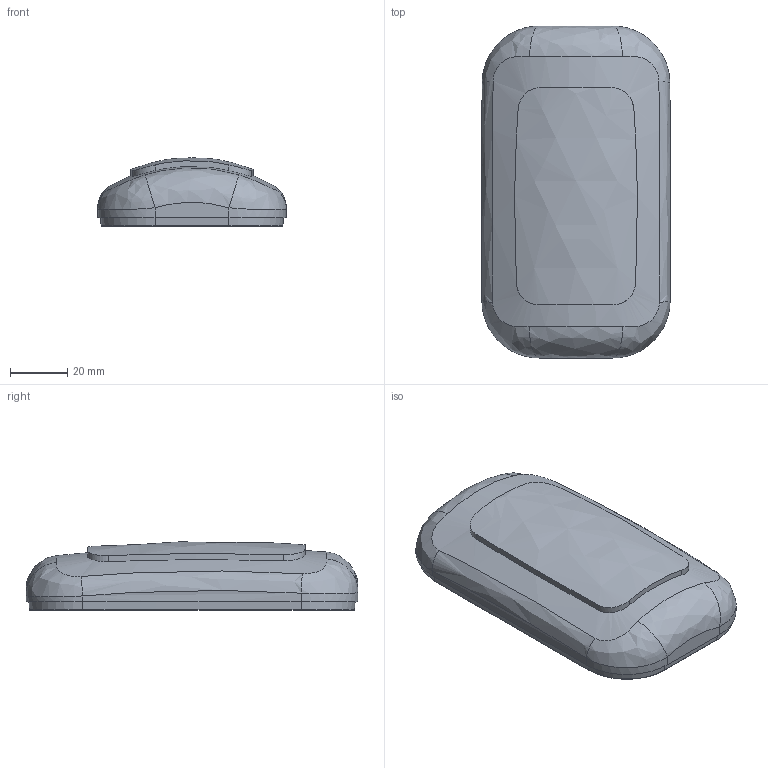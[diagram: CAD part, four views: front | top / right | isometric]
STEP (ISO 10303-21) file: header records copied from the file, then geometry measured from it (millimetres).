
FILE_DESCRIPTION(('a Product shape'),'1');
FILE_NAME('Euclid-Quantum Shape Model','1997-11-05T22:03:10',('Author Name'),('MATRA-DATAVISION'),'OL-1.5A','EUCLID-QUANTUM','Authorisation status');
FILE_SCHEMA(('AUTOMOTIVE_DESIGN_CC1 { 1 2 10303 214 -1 1 3 2}'));
Length unit declared in the file: millimetre
Products named in the file (1): the product name
Bounding box: 66 x 116 x 23.89 mm (x, y, z)
Volume: 33654.6 mm3; surface area: 24502.4 mm2
Topology: 1 solids, 1 shells, 86 faces, 209 edges, 129 vertices
Faces by surface type: cylinder 24, bspline 21, plane 17, torus 12, cone 12
Entity records: 16881 total; most frequent: CARTESIAN_POINT 13488, ORIENTED_EDGE 418, PCURVE 418, DEFINITIONAL_REPRESENTATION 418, DIRECTION 414, B_SPLINE_CURVE_WITH_KNOTS 336, EDGE_CURVE 209, SURFACE_CURVE 209
